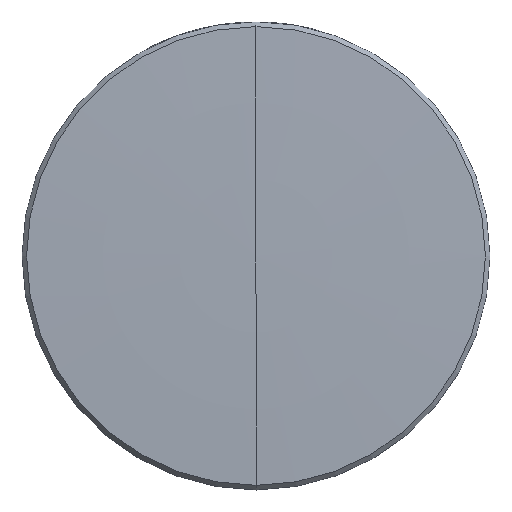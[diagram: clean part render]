
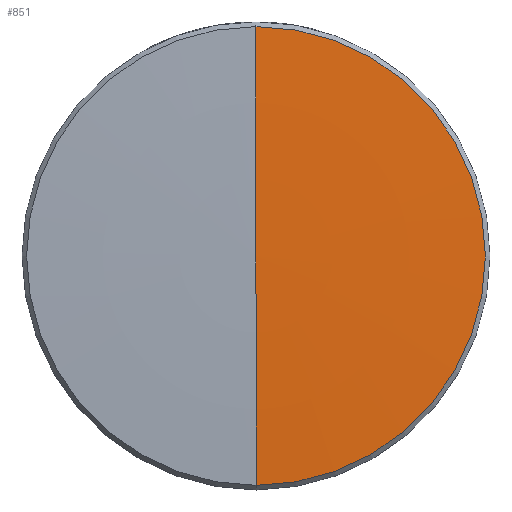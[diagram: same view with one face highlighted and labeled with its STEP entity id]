
A CAD part, top view. The second image highlights one B-rep face of the part: STEP entity #851.
In plain terms, the highlighted toroidal (fillet/blend) face has major radius 0.103 mm and minor radius 345.06 mm.
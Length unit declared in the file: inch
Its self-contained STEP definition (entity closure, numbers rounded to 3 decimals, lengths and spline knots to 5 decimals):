
#214 = CIRCLE ( 'NONE', #651, 0.49017 ) ;
#378 = DIRECTION ( 'NONE',  ( 0., 0., 1. ) ) ;
#398 = ORIENTED_EDGE ( 'NONE', *, *, #1708, .T. ) ;
#651 = AXIS2_PLACEMENT_3D ( 'NONE', #1439, #788, #2279 ) ;
#743 = EDGE_CURVE ( 'NONE', #2123, #1901, #1113, .T. ) ;
#788 = DIRECTION ( 'NONE',  ( 0., 0., 1. ) ) ;
#844 = ORIENTED_EDGE ( 'NONE', *, *, #743, .F. ) ;
#851 = ADVANCED_FACE ( 'NONE', ( #2033 ), #2395, .T. ) ;
#876 = EDGE_LOOP ( 'NONE', ( #844, #398, #1972 ) ) ;
#900 = CARTESIAN_POINT ( 'NONE',  ( 0., 0., 0.0878 ) ) ;
#989 = AXIS2_PLACEMENT_3D ( 'NONE', #2476, #2656, #1822 ) ;
#1105 = DIRECTION ( 'NONE',  ( 0., 1., 0. ) ) ;
#1113 = CIRCLE ( 'NONE', #1885, 13.58504 ) ;
#1166 = CARTESIAN_POINT ( 'NONE',  ( 0., 0.00405, -13.49724 ) ) ;
#1342 = DIRECTION ( 'NONE',  ( 0., 0., -1. ) ) ;
#1439 = CARTESIAN_POINT ( 'NONE',  ( 0., 0., 0.0791 ) ) ;
#1461 = CARTESIAN_POINT ( 'NONE',  ( 0., 0.49017, 0.0791 ) ) ;
#1492 = VERTEX_POINT ( 'NONE', #2597 ) ;
#1708 = EDGE_CURVE ( 'NONE', #2123, #1492, #2693, .T. ) ;
#1822 = DIRECTION ( 'NONE',  ( 0., 1., 0. ) ) ;
#1885 = AXIS2_PLACEMENT_3D ( 'NONE', #1166, #2241, #378 ) ;
#1901 = VERTEX_POINT ( 'NONE', #1461 ) ;
#1972 = ORIENTED_EDGE ( 'NONE', *, *, #2287, .T. ) ;
#2033 = FACE_OUTER_BOUND ( 'NONE', #876, .T. ) ;
#2110 = AXIS2_PLACEMENT_3D ( 'NONE', #2154, #1342, #1105 ) ;
#2123 = VERTEX_POINT ( 'NONE', #900 ) ;
#2154 = CARTESIAN_POINT ( 'NONE',  ( 0., 0., -13.49724 ) ) ;
#2241 = DIRECTION ( 'NONE',  ( -1., 0., 0. ) ) ;
#2279 = DIRECTION ( 'NONE',  ( 0., 1., 0. ) ) ;
#2287 = EDGE_CURVE ( 'NONE', #1492, #1901, #214, .T. ) ;
#2395 = TOROIDAL_SURFACE ( 'NONE', #2110, 0.00405, 13.58504 ) ;
#2476 = CARTESIAN_POINT ( 'NONE',  ( 0., -0.00405, -13.49724 ) ) ;
#2597 = CARTESIAN_POINT ( 'NONE',  ( 0., -0.49017, 0.0791 ) ) ;
#2656 = DIRECTION ( 'NONE',  ( 1., 0., 0. ) ) ;
#2693 = CIRCLE ( 'NONE', #989, 13.58504 ) ;
